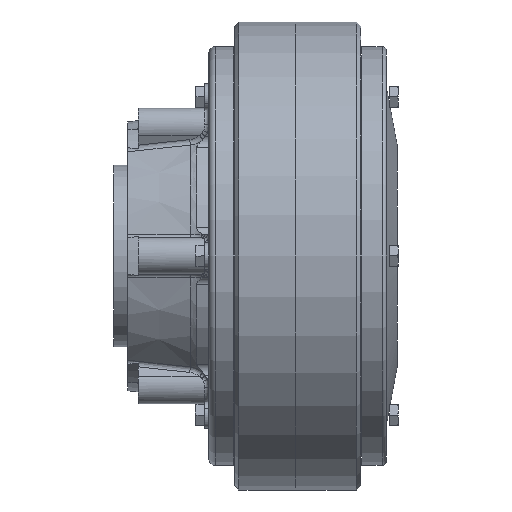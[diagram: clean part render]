
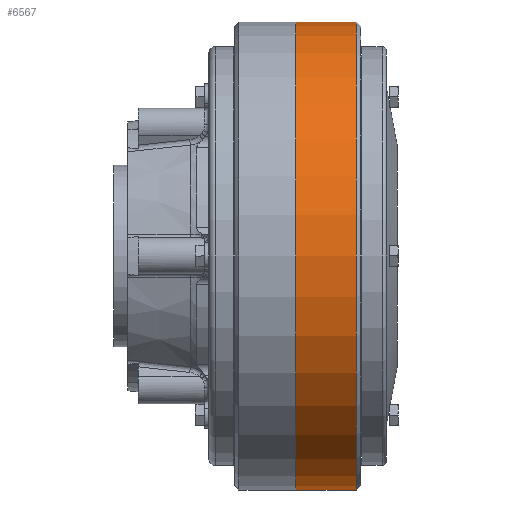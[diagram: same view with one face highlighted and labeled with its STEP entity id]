
A CAD part, front view. The second image highlights one B-rep face of the part: STEP entity #6567.
In plain terms, the highlighted cylindrical face has radius 109.5 mm (diameter 219 mm), a partial arc.
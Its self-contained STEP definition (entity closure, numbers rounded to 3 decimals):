
#1128 = EDGE_CURVE ( 'NONE', #18280, #9664, #20646, .T. ) ;
#1276 = CIRCLE ( 'NONE', #10361, 109.5 ) ;
#2948 = CIRCLE ( 'NONE', #14616, 109.5 ) ;
#3019 = ORIENTED_EDGE ( 'NONE', *, *, #14217, .F. ) ;
#4097 = CARTESIAN_POINT ( 'NONE',  ( -101.632, 0., -109.5 ) ) ;
#4395 = CARTESIAN_POINT ( 'NONE',  ( -101.632, 0., 109.5 ) ) ;
#5925 = EDGE_LOOP ( 'NONE', ( #20377, #15842, #15841, #3019 ) ) ;
#6015 = DIRECTION ( 'NONE',  ( -1., 0., 0. ) ) ;
#6567 = ADVANCED_FACE ( 'NONE', ( #21326 ), #11112, .T. ) ;
#6786 = VERTEX_POINT ( 'NONE', #9816 ) ;
#7503 = VECTOR ( 'NONE', #6015, 1000. ) ;
#7707 = DIRECTION ( 'NONE',  ( 0., 0., 1. ) ) ;
#8413 = CARTESIAN_POINT ( 'NONE',  ( 0., 0., 109.5 ) ) ;
#9116 = DIRECTION ( 'NONE',  ( 0., 0., 1. ) ) ;
#9664 = VERTEX_POINT ( 'NONE', #8413 ) ;
#9723 = DIRECTION ( 'NONE',  ( -1., 0., 0. ) ) ;
#9816 = CARTESIAN_POINT ( 'NONE',  ( 28.5, 0., -109.5 ) ) ;
#10361 = AXIS2_PLACEMENT_3D ( 'NONE', #12626, #19913, #9116 ) ;
#11112 = CYLINDRICAL_SURFACE ( 'NONE', #18152, 109.5 ) ;
#12204 = EDGE_CURVE ( 'NONE', #6786, #18280, #1276, .T. ) ;
#12626 = CARTESIAN_POINT ( 'NONE',  ( 28.5, 0., 0. ) ) ;
#12900 = CARTESIAN_POINT ( 'NONE',  ( 0., 0., 0. ) ) ;
#13692 = EDGE_CURVE ( 'NONE', #6786, #20643, #18803, .T. ) ;
#14217 = EDGE_CURVE ( 'NONE', #20643, #9664, #2948, .T. ) ;
#14302 = CARTESIAN_POINT ( 'NONE',  ( -101.632, 0., 0. ) ) ;
#14616 = AXIS2_PLACEMENT_3D ( 'NONE', #12900, #18204, #7707 ) ;
#15841 = ORIENTED_EDGE ( 'NONE', *, *, #1128, .T. ) ;
#15842 = ORIENTED_EDGE ( 'NONE', *, *, #12204, .T. ) ;
#16962 = VECTOR ( 'NONE', #9723, 1000. ) ;
#17939 = DIRECTION ( 'NONE',  ( 0., 0., 1. ) ) ;
#18152 = AXIS2_PLACEMENT_3D ( 'NONE', #14302, #23169, #17939 ) ;
#18204 = DIRECTION ( 'NONE',  ( -1., 0., 0. ) ) ;
#18280 = VERTEX_POINT ( 'NONE', #21320 ) ;
#18803 = LINE ( 'NONE', #4097, #7503 ) ;
#19198 = CARTESIAN_POINT ( 'NONE',  ( 0., 0., -109.5 ) ) ;
#19913 = DIRECTION ( 'NONE',  ( -1., 0., 0. ) ) ;
#20377 = ORIENTED_EDGE ( 'NONE', *, *, #13692, .F. ) ;
#20643 = VERTEX_POINT ( 'NONE', #19198 ) ;
#20646 = LINE ( 'NONE', #4395, #16962 ) ;
#21320 = CARTESIAN_POINT ( 'NONE',  ( 28.5, 0., 109.5 ) ) ;
#21326 = FACE_OUTER_BOUND ( 'NONE', #5925, .T. ) ;
#23169 = DIRECTION ( 'NONE',  ( -1., 0., 0. ) ) ;
